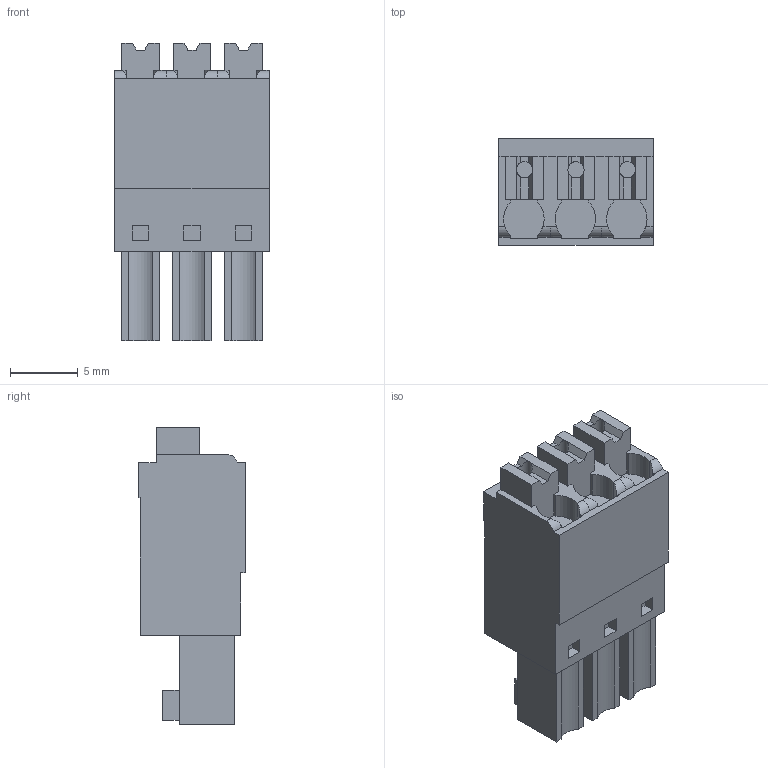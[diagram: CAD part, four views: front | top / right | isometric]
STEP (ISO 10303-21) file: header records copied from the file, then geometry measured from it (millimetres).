
FILE_DESCRIPTION(('CATIA V5 STEP Exchange','CAx-IF Rec.Pracs.--- Model Styling and Organization---1.2---2011-12-15'),'2;1');
FILE_NAME ('D1460641_0', '2017-07-25T13:01:03+00:00', ('none'), ('Weidmueller'), 'CATIA Version 5-6 Release 2014', 'CATIA V5 STEP AP214', 'none');
FILE_SCHEMA(('AUTOMOTIVE_DESIGN { 1 0 10303 214 1 1 1 1 }'));
Length unit declared in the file: millimetre
Products named in the file (1): 1969920000
Bounding box: 11.43 x 7.9 x 22 mm (x, y, z)
Volume: 1374.4 mm3; surface area: 1342 mm2
Topology: 4 solids, 4 shells, 193 faces, 511 edges, 338 vertices
Faces by surface type: plane 157, cylinder 36
Entity records: 5905 total; most frequent: CARTESIAN_POINT 1096, ORIENTED_EDGE 1022, DIRECTION 784, EDGE_CURVE 511, VECTOR 417, LINE 417, VERTEX_POINT 338, AXIS2_PLACEMENT_3D 221
